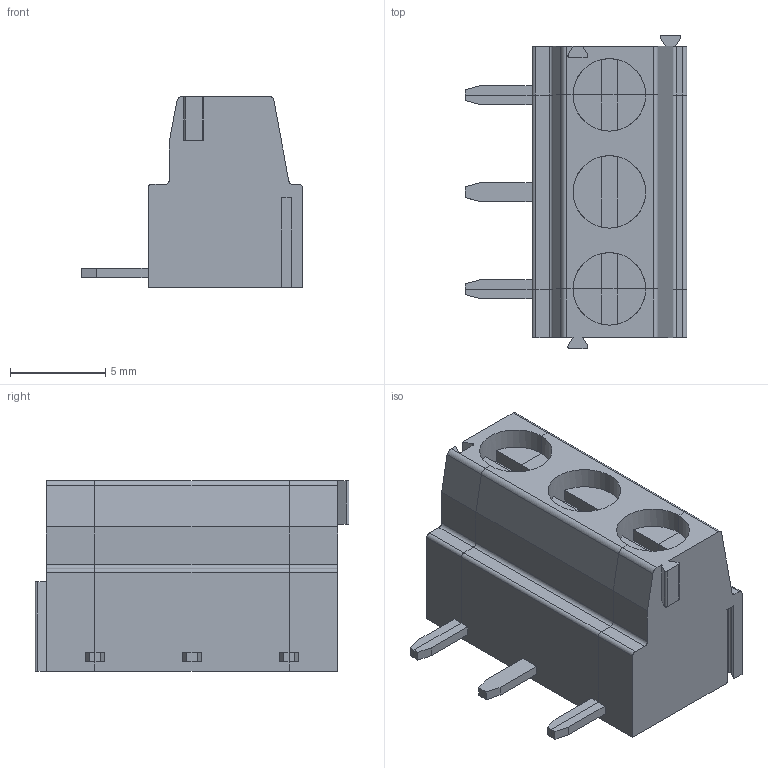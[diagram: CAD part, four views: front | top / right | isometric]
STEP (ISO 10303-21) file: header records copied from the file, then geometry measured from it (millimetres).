
FILE_DESCRIPTION( ( 'Unknown' ), '1' );
FILE_NAME( '691213500003.stp', 'Unknown', ( 'Unknown' ), ( 'Unknown' ), 'PSStep 17.0.49', 'Unknown', ' ' );
FILE_SCHEMA( ( 'AUTOMOTIVE_DESIGN { 1 0 10303 214 1 1 1 1 }' ) );
Length unit declared in the file: millimetre
Products named in the file (4): Assem1; CII5.08SQ_DX; CII5.08SQ_SX; CII5.08SQ_CNT
Assembly tree (3 placements, depth 2):
  Assem1
    CII5.08SQ_DX
    CII5.08SQ_SX
    CII5.08SQ_CNT
Bounding box: 11.6 x 16.44 x 10 mm (x, y, z)
Volume: 899.4 mm3; surface area: 1178.8 mm2
Topology: 3 solids, 3 shells, 215 faces, 603 edges, 398 vertices
Faces by surface type: plane 184, cylinder 31
Full cylindrical faces by diameter (mm): 3.8 x1
Entity records: 8610 total; most frequent: CARTESIAN_POINT 1217, ORIENTED_EDGE 1202, DIRECTION 1112, EDGE_CURVE 601, LINE 528, VECTOR 528, VERTEX_POINT 397, AXIS2_PLACEMENT_3D 292
